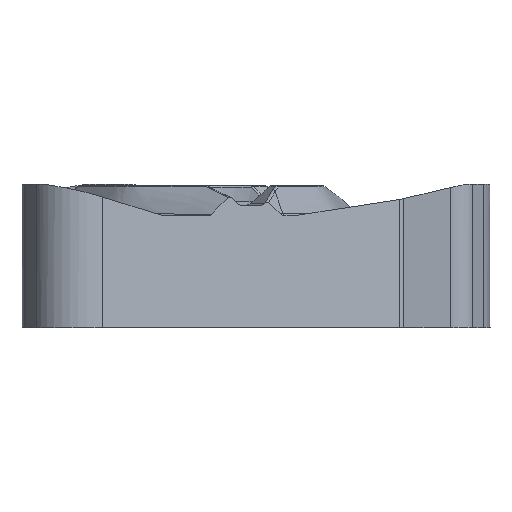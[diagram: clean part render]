
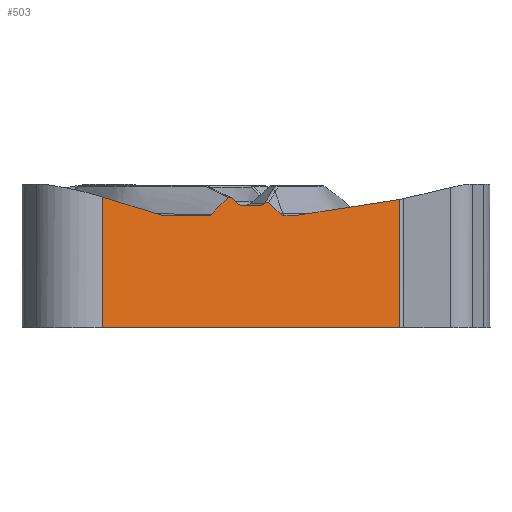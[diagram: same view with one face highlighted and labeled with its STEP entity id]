
A CAD part, front view. The second image highlights one B-rep face of the part: STEP entity #503.
In plain terms, the highlighted planar face has unit normal (0.5, -0.866, 0).
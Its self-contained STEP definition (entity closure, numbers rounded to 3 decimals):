
#102=ELLIPSE('',#2000,1.,0.5);
#103=ELLIPSE('',#2001,0.41,0.205);
#104=ELLIPSE('',#2002,0.154,0.1);
#105=ELLIPSE('',#2003,0.309,0.3);
#106=ELLIPSE('',#2004,0.309,0.3);
#128=PLANE('',#2006);
#188=FACE_OUTER_BOUND('',#664,.T.);
#297=LINE('',#3531,#393);
#310=LINE('',#3893,#406);
#311=LINE('',#3896,#407);
#312=LINE('',#3898,#408);
#313=LINE('',#3900,#409);
#314=LINE('',#3904,#410);
#315=LINE('',#3913,#411);
#316=LINE('',#3917,#412);
#317=LINE('',#3922,#413);
#318=LINE('',#3957,#414);
#319=LINE('',#3961,#415);
#393=VECTOR('',#2244,1.);
#406=VECTOR('',#2343,1.);
#407=VECTOR('',#2344,1.);
#408=VECTOR('',#2345,1.);
#409=VECTOR('',#2346,1.);
#410=VECTOR('',#2349,1.);
#411=VECTOR('',#2352,1.);
#412=VECTOR('',#2355,1.);
#413=VECTOR('',#2360,1.);
#414=VECTOR('',#2361,1.);
#415=VECTOR('',#2364,1.);
#503=ADVANCED_FACE('',(#188),#128,.F.);
#664=EDGE_LOOP('',(#974,#975,#976,#977,#978,#979,#980,#981,#982,#983,#984,
#985,#986,#987,#988,#989,#990,#991,#992,#993,#994));
#974=ORIENTED_EDGE('',*,*,#1601,.T.);
#975=ORIENTED_EDGE('',*,*,#1602,.T.);
#976=ORIENTED_EDGE('',*,*,#1603,.F.);
#977=ORIENTED_EDGE('',*,*,#1604,.T.);
#978=ORIENTED_EDGE('',*,*,#1605,.T.);
#979=ORIENTED_EDGE('',*,*,#1606,.T.);
#980=ORIENTED_EDGE('',*,*,#1607,.T.);
#981=ORIENTED_EDGE('',*,*,#1608,.T.);
#982=ORIENTED_EDGE('',*,*,#1609,.F.);
#983=ORIENTED_EDGE('',*,*,#1610,.F.);
#984=ORIENTED_EDGE('',*,*,#1611,.T.);
#985=ORIENTED_EDGE('',*,*,#1612,.T.);
#986=ORIENTED_EDGE('',*,*,#1545,.T.);
#987=ORIENTED_EDGE('',*,*,#1613,.T.);
#988=ORIENTED_EDGE('',*,*,#1614,.T.);
#989=ORIENTED_EDGE('',*,*,#1615,.F.);
#990=ORIENTED_EDGE('',*,*,#1616,.T.);
#991=ORIENTED_EDGE('',*,*,#1617,.T.);
#992=ORIENTED_EDGE('',*,*,#1618,.T.);
#993=ORIENTED_EDGE('',*,*,#1619,.T.);
#994=ORIENTED_EDGE('',*,*,#1620,.T.);
#1359=VERTEX_POINT('',#3530);
#1360=VERTEX_POINT('',#3532);
#1389=VERTEX_POINT('',#3894);
#1390=VERTEX_POINT('',#3895);
#1391=VERTEX_POINT('',#3897);
#1392=VERTEX_POINT('',#3899);
#1393=VERTEX_POINT('',#3901);
#1394=VERTEX_POINT('',#3903);
#1395=VERTEX_POINT('',#3905);
#1396=VERTEX_POINT('',#3910);
#1397=VERTEX_POINT('',#3912);
#1398=VERTEX_POINT('',#3914);
#1399=VERTEX_POINT('',#3916);
#1400=VERTEX_POINT('',#3918);
#1401=VERTEX_POINT('',#3921);
#1402=VERTEX_POINT('',#3923);
#1403=VERTEX_POINT('',#3937);
#1404=VERTEX_POINT('',#3945);
#1405=VERTEX_POINT('',#3956);
#1406=VERTEX_POINT('',#3958);
#1407=VERTEX_POINT('',#3960);
#1545=EDGE_CURVE('',#1360,#1359,#297,.T.);
#1601=EDGE_CURVE('',#1389,#1390,#310,.T.);
#1602=EDGE_CURVE('',#1390,#1391,#311,.T.);
#1603=EDGE_CURVE('',#1392,#1391,#312,.T.);
#1604=EDGE_CURVE('',#1392,#1393,#313,.T.);
#1605=EDGE_CURVE('',#1393,#1394,#102,.T.);
#1606=EDGE_CURVE('',#1394,#1395,#314,.T.);
#1607=EDGE_CURVE('',#1395,#1396,#1852,.T.);
#1608=EDGE_CURVE('',#1396,#1397,#103,.T.);
#1609=EDGE_CURVE('',#1398,#1397,#315,.T.);
#1610=EDGE_CURVE('',#1399,#1398,#104,.T.);
#1611=EDGE_CURVE('',#1399,#1400,#316,.T.);
#1612=EDGE_CURVE('',#1400,#1360,#105,.T.);
#1613=EDGE_CURVE('',#1359,#1401,#106,.T.);
#1614=EDGE_CURVE('',#1401,#1402,#317,.T.);
#1615=EDGE_CURVE('',#1403,#1402,#1853,.T.);
#1616=EDGE_CURVE('',#1403,#1404,#1854,.T.);
#1617=EDGE_CURVE('',#1404,#1405,#1855,.T.);
#1618=EDGE_CURVE('',#1405,#1406,#318,.T.);
#1619=EDGE_CURVE('',#1406,#1407,#1766,.T.);
#1620=EDGE_CURVE('',#1407,#1389,#319,.T.);
#1766=CIRCLE('',#2005,0.5);
#1852=B_SPLINE_CURVE_WITH_KNOTS('',3,(#3906,#3907,#3908,#3909),
 .UNSPECIFIED.,.F.,.F.,(4,4),(0.,1.),.UNSPECIFIED.);
#1853=B_SPLINE_CURVE_WITH_KNOTS('',3,(#3924,#3925,#3926,#3927,#3928,#3929,
#3930,#3931,#3932,#3933,#3934,#3935,#3936),.UNSPECIFIED.,.F.,.F.,(4,3,3,
3,4),(0.,0.251,0.502,0.753,1.),
 .UNSPECIFIED.);
#1854=B_SPLINE_CURVE_WITH_KNOTS('',3,(#3938,#3939,#3940,#3941,#3942,#3943,
#3944),.UNSPECIFIED.,.F.,.F.,(4,3,4),(0.,0.416,1.),
 .UNSPECIFIED.);
#1855=B_SPLINE_CURVE_WITH_KNOTS('',3,(#3946,#3947,#3948,#3949,#3950,#3951,
#3952,#3953,#3954,#3955),.UNSPECIFIED.,.F.,.F.,(4,3,3,4),(0.,0.469,
0.885,1.),.UNSPECIFIED.);
#2000=AXIS2_PLACEMENT_3D('',#3902,#2347,#2348);
#2001=AXIS2_PLACEMENT_3D('',#3911,#2350,#2351);
#2002=AXIS2_PLACEMENT_3D('',#3915,#2353,#2354);
#2003=AXIS2_PLACEMENT_3D('',#3919,#2356,#2357);
#2004=AXIS2_PLACEMENT_3D('',#3920,#2358,#2359);
#2005=AXIS2_PLACEMENT_3D('',#3959,#2362,#2363);
#2006=AXIS2_PLACEMENT_3D('',#3962,#2365,#2366);
#2244=DIRECTION('',(-0.866,-0.5,0.));
#2343=DIRECTION('',(0.,0.,-1.));
#2344=DIRECTION('',(0.866,0.5,0.));
#2345=DIRECTION('',(0.,0.,-1.));
#2346=DIRECTION('',(-0.858,-0.496,-0.133));
#2347=DIRECTION('',(-0.5,0.866,0.));
#2348=DIRECTION('',(-0.866,-0.5,0.));
#2349=DIRECTION('',(-0.866,-0.5,0.));
#2350=DIRECTION('',(-0.5,0.866,0.));
#2351=DIRECTION('',(0.866,0.5,0.));
#2352=DIRECTION('',(0.668,0.386,-0.636));
#2353=DIRECTION('',(-0.5,0.866,0.));
#2354=DIRECTION('',(0.739,0.427,0.521));
#2355=DIRECTION('',(-0.672,-0.388,-0.631));
#2356=DIRECTION('',(-0.5,0.866,0.));
#2357=DIRECTION('',(0.866,0.5,0.));
#2358=DIRECTION('',(-0.5,0.866,0.));
#2359=DIRECTION('',(0.866,0.5,0.));
#2360=DIRECTION('',(-0.672,-0.388,0.631));
#2361=DIRECTION('',(-0.866,-0.5,0.));
#2362=DIRECTION('',(-0.5,0.866,0.));
#2363=DIRECTION('',(0.,0.,-1.));
#2364=DIRECTION('',(-0.837,-0.483,0.259));
#2365=DIRECTION('',(-0.5,0.866,0.));
#2366=DIRECTION('',(-0.866,-0.5,0.));
#3530=CARTESIAN_POINT('',(1.413,-6.516,-0.52));
#3531=CARTESIAN_POINT('',(-4.273,-9.799,-0.52));
#3532=CARTESIAN_POINT('',(2.194,-6.065,-0.52));
#3893=CARTESIAN_POINT('',(-4.273,-9.799,25.));
#3894=CARTESIAN_POINT('',(-4.273,-9.799,-0.188));
#3895=CARTESIAN_POINT('',(-4.273,-9.799,-5.56));
#3896=CARTESIAN_POINT('',(3.175,-5.499,-5.56));
#3897=CARTESIAN_POINT('',(7.917,-2.761,-5.56));
#3898=CARTESIAN_POINT('',(7.917,-2.761,25.));
#3899=CARTESIAN_POINT('',(7.917,-2.761,-0.285));
#3900=CARTESIAN_POINT('',(6.141,-3.787,-0.56));
#3901=CARTESIAN_POINT('',(3.652,-5.224,-0.945));
#3902=CARTESIAN_POINT('',(3.428,-5.353,-0.462));
#3903=CARTESIAN_POINT('',(3.428,-5.353,-0.962));
#3904=CARTESIAN_POINT('',(3.175,-5.499,-0.962));
#3905=CARTESIAN_POINT('',(3.312,-5.42,-0.962));
#3906=CARTESIAN_POINT('',(3.312,-5.42,-0.962));
#3907=CARTESIAN_POINT('',(3.266,-5.447,-0.962));
#3908=CARTESIAN_POINT('',(3.22,-5.473,-0.957));
#3909=CARTESIAN_POINT('',(3.175,-5.499,-0.946));
#3910=CARTESIAN_POINT('',(3.175,-5.499,-0.946));
#3911=CARTESIAN_POINT('',(3.312,-5.42,-0.757));
#3912=CARTESIAN_POINT('',(3.008,-5.595,-0.863));
#3913=CARTESIAN_POINT('',(-12.32,-14.445,13.73));
#3914=CARTESIAN_POINT('',(2.539,-5.866,-0.416));
#3915=CARTESIAN_POINT('',(2.438,-5.925,-0.513));
#3916=CARTESIAN_POINT('',(2.371,-5.964,-0.446));
#3917=CARTESIAN_POINT('',(9.165,-2.041,5.942));
#3918=CARTESIAN_POINT('',(2.366,-5.966,-0.45));
#3919=CARTESIAN_POINT('',(2.194,-6.065,-0.22));
#3920=CARTESIAN_POINT('',(1.413,-6.516,-0.22));
#3921=CARTESIAN_POINT('',(1.241,-6.616,-0.45));
#3922=CARTESIAN_POINT('',(-12.866,-14.76,12.813));
#3923=CARTESIAN_POINT('',(0.993,-6.759,-0.217));
#3924=CARTESIAN_POINT('',(0.889,-6.819,-0.212));
#3925=CARTESIAN_POINT('',(0.897,-6.815,-0.206));
#3926=CARTESIAN_POINT('',(0.905,-6.81,-0.201));
#3927=CARTESIAN_POINT('',(0.914,-6.804,-0.198));
#3928=CARTESIAN_POINT('',(0.923,-6.799,-0.195));
#3929=CARTESIAN_POINT('',(0.933,-6.794,-0.193));
#3930=CARTESIAN_POINT('',(0.942,-6.788,-0.194));
#3931=CARTESIAN_POINT('',(0.951,-6.783,-0.194));
#3932=CARTESIAN_POINT('',(0.961,-6.778,-0.197));
#3933=CARTESIAN_POINT('',(0.969,-6.773,-0.2));
#3934=CARTESIAN_POINT('',(0.978,-6.768,-0.204));
#3935=CARTESIAN_POINT('',(0.986,-6.763,-0.21));
#3936=CARTESIAN_POINT('',(0.993,-6.759,-0.217));
#3937=CARTESIAN_POINT('',(0.889,-6.819,-0.212));
#3938=CARTESIAN_POINT('',(0.889,-6.819,-0.212));
#3939=CARTESIAN_POINT('',(0.787,-6.878,-0.298));
#3940=CARTESIAN_POINT('',(0.686,-6.936,-0.388));
#3941=CARTESIAN_POINT('',(0.589,-6.992,-0.481));
#3942=CARTESIAN_POINT('',(0.452,-7.072,-0.613));
#3943=CARTESIAN_POINT('',(0.32,-7.148,-0.752));
#3944=CARTESIAN_POINT('',(0.193,-7.221,-0.897));
#3945=CARTESIAN_POINT('',(0.193,-7.221,-0.897));
#3946=CARTESIAN_POINT('',(0.193,-7.221,-0.897));
#3947=CARTESIAN_POINT('',(0.176,-7.231,-0.916));
#3948=CARTESIAN_POINT('',(0.155,-7.243,-0.932));
#3949=CARTESIAN_POINT('',(0.133,-7.256,-0.943));
#3950=CARTESIAN_POINT('',(0.113,-7.267,-0.953));
#3951=CARTESIAN_POINT('',(0.092,-7.279,-0.959));
#3952=CARTESIAN_POINT('',(0.071,-7.292,-0.961));
#3953=CARTESIAN_POINT('',(0.065,-7.295,-0.961));
#3954=CARTESIAN_POINT('',(0.059,-7.299,-0.962));
#3955=CARTESIAN_POINT('',(0.053,-7.302,-0.962));
#3956=CARTESIAN_POINT('',(0.053,-7.302,-0.962));
#3957=CARTESIAN_POINT('',(-4.273,-9.799,-0.962));
#3958=CARTESIAN_POINT('',(-1.714,-8.322,-0.962));
#3959=CARTESIAN_POINT('',(-1.714,-8.322,-0.462));
#3960=CARTESIAN_POINT('',(-1.826,-8.387,-0.945));
#3961=CARTESIAN_POINT('',(-9.726,-12.948,1.5));
#3962=CARTESIAN_POINT('',(3.175,-5.499,25.));
